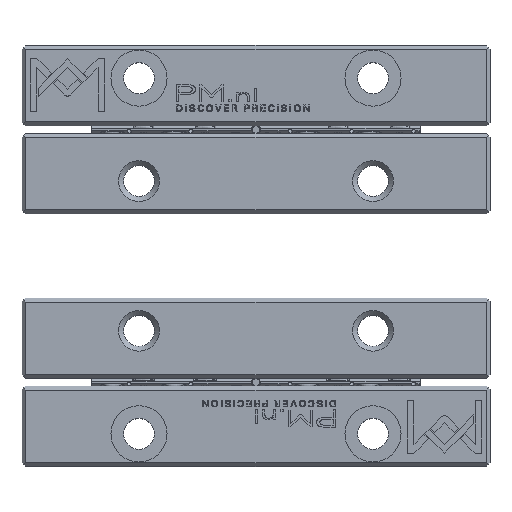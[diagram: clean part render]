
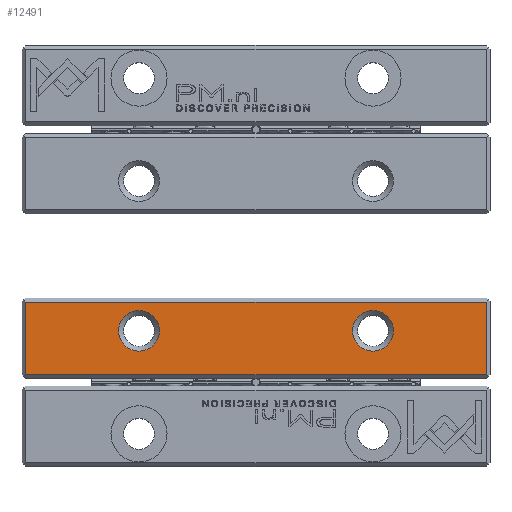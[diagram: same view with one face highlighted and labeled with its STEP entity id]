
A CAD part, top view. The second image highlights one B-rep face of the part: STEP entity #12491.
In plain terms, the highlighted planar face has unit normal (0, 0, 1).
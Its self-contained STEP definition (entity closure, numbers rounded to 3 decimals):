
#12491=ADVANCED_FACE('',(#18531,#18532,#18533),#15405,.T.);
#15405=PLANE('',#64999);
#17027=CIRCLE('',#64997,2.175);
#17028=CIRCLE('',#64998,2.175);
#18531=FACE_BOUND('',#19692,.T.);
#18532=FACE_BOUND('',#19693,.T.);
#18533=FACE_BOUND('',#19694,.T.);
#19692=EDGE_LOOP('',(#26025));
#19693=EDGE_LOOP('',(#26026));
#19694=EDGE_LOOP('',(#26027,#26028,#26029,#26030));
#26025=ORIENTED_EDGE('',*,*,#46768,.T.);
#26026=ORIENTED_EDGE('',*,*,#46769,.T.);
#26027=ORIENTED_EDGE('',*,*,#46770,.T.);
#26028=ORIENTED_EDGE('',*,*,#46771,.T.);
#26029=ORIENTED_EDGE('',*,*,#46772,.T.);
#26030=ORIENTED_EDGE('',*,*,#46773,.T.);
#41015=VERTEX_POINT('',#86301);
#41016=VERTEX_POINT('',#86303);
#41017=VERTEX_POINT('',#86305);
#41018=VERTEX_POINT('',#86306);
#41019=VERTEX_POINT('',#86308);
#41020=VERTEX_POINT('',#86310);
#46768=EDGE_CURVE('',#41015,#41015,#17027,.T.);
#46769=EDGE_CURVE('',#41016,#41016,#17028,.T.);
#46770=EDGE_CURVE('',#41017,#41018,#54551,.T.);
#46771=EDGE_CURVE('',#41018,#41019,#54552,.T.);
#46772=EDGE_CURVE('',#41019,#41020,#54553,.T.);
#46773=EDGE_CURVE('',#41020,#41017,#54554,.T.);
#54551=LINE('',#86304,#60023);
#54552=LINE('',#86307,#60024);
#54553=LINE('',#86309,#60025);
#54554=LINE('',#86311,#60026);
#60023=VECTOR('',#70182,1.);
#60024=VECTOR('',#70183,1.);
#60025=VECTOR('',#70184,1.);
#60026=VECTOR('',#70185,1.);
#64997=AXIS2_PLACEMENT_3D('',#86300,#70178,#70179);
#64998=AXIS2_PLACEMENT_3D('',#86302,#70180,#70181);
#64999=AXIS2_PLACEMENT_3D('',#86312,#70186,#70187);
#70178=DIRECTION('',(0.,0.,-1.));
#70179=DIRECTION('',(1.,0.,0.));
#70180=DIRECTION('',(0.,0.,-1.));
#70181=DIRECTION('',(1.,0.,0.));
#70182=DIRECTION('',(-1.,0.,0.));
#70183=DIRECTION('',(0.,-1.,0.));
#70184=DIRECTION('',(1.,0.,0.));
#70185=DIRECTION('',(0.,1.,0.));
#70186=DIRECTION('',(0.,0.,1.));
#70187=DIRECTION('',(1.,0.,0.));
#86300=CARTESIAN_POINT('',(37.5,14.5,8.));
#86301=CARTESIAN_POINT('',(39.675,14.5,8.));
#86302=CARTESIAN_POINT('',(12.5,14.5,8.));
#86303=CARTESIAN_POINT('',(14.675,14.5,8.));
#86304=CARTESIAN_POINT('',(25.,17.575,8.));
#86305=CARTESIAN_POINT('',(49.575,17.575,8.));
#86306=CARTESIAN_POINT('',(0.425,17.575,8.));
#86307=CARTESIAN_POINT('',(0.425,13.7,8.));
#86308=CARTESIAN_POINT('',(0.425,9.825,8.));
#86309=CARTESIAN_POINT('',(25.,9.825,8.));
#86310=CARTESIAN_POINT('',(49.575,9.825,8.));
#86311=CARTESIAN_POINT('',(49.575,13.7,8.));
#86312=CARTESIAN_POINT('',(25.,13.7,8.));
